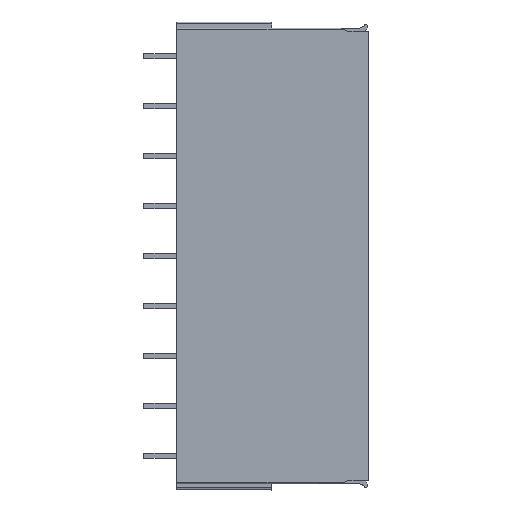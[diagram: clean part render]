
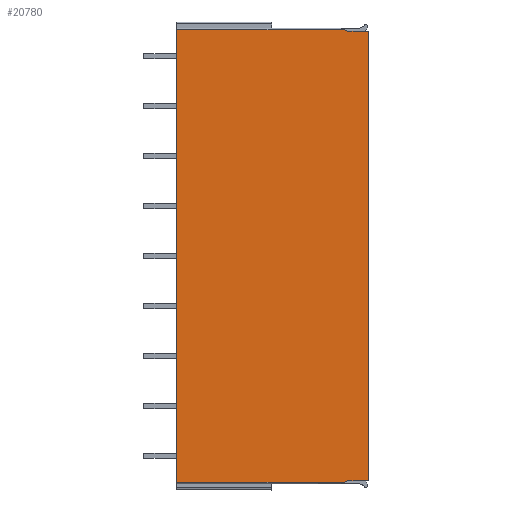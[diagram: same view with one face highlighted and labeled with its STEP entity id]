
A CAD part, top view. The second image highlights one B-rep face of the part: STEP entity #20780.
In plain terms, the highlighted planar face has unit normal (0, 0, 1).
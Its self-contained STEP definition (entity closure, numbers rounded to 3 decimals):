
#1727=DIRECTION('',(0.,1.,0.));
#1728=VECTOR('',#1727,68.58);
#1729=CARTESIAN_POINT('',(14.625,1.4,7.145));
#1730=LINE('',#1729,#1728);
#5932=CARTESIAN_POINT('',(-14.625,70.228,7.143));
#5940=CARTESIAN_POINT('',(-14.625,1.152,7.143));
#7102=DIRECTION('',(-0.907,0.421,-0.004));
#7103=VECTOR('',#7102,0.594);
#7104=CARTESIAN_POINT('',(11.525,69.98,7.145));
#7105=LINE('',#7104,#7103);
#7106=DIRECTION('',(-1.,0.,0.));
#7107=VECTOR('',#7106,3.1);
#7108=CARTESIAN_POINT('',(14.625,69.98,7.145));
#7109=LINE('',#7108,#7107);
#7110=DIRECTION('',(-1.,0.,0.));
#7111=VECTOR('',#7110,3.1);
#7112=CARTESIAN_POINT('',(14.625,1.4,7.145));
#7113=LINE('',#7112,#7111);
#7114=DIRECTION('',(-0.907,-0.421,-0.004));
#7115=VECTOR('',#7114,0.594);
#7116=CARTESIAN_POINT('',(11.525,1.4,7.145));
#7117=LINE('',#7116,#7115);
#7118=DIRECTION('',(1.,0.,0.));
#7119=VECTOR('',#7118,25.611);
#7120=CARTESIAN_POINT('',(-14.625,1.152,7.143));
#7121=LINE('',#7120,#7119);
#7122=DIRECTION('',(0.,1.,0.));
#7123=VECTOR('',#7122,69.076);
#7124=CARTESIAN_POINT('',(-14.625,1.152,7.143));
#7125=LINE('',#7124,#7123);
#7126=DIRECTION('',(-1.,0.,0.));
#7127=VECTOR('',#7126,25.611);
#7128=CARTESIAN_POINT('',(10.986,70.23,7.143));
#7129=LINE('',#7128,#7127);
#9261=CARTESIAN_POINT('',(14.625,1.4,7.145));
#9262=CARTESIAN_POINT('',(11.525,1.4,7.145));
#9263=VERTEX_POINT('',#9261);
#9264=VERTEX_POINT('',#9262);
#9299=VERTEX_POINT('',#5940);
#9308=CARTESIAN_POINT('',(10.986,1.15,7.143));
#9309=VERTEX_POINT('',#9308);
#9763=VERTEX_POINT('',#5932);
#9911=CARTESIAN_POINT('',(11.525,69.98,7.145));
#9913=VERTEX_POINT('',#9911);
#9973=CARTESIAN_POINT('',(10.986,70.23,7.143));
#9974=VERTEX_POINT('',#9973);
#9975=CARTESIAN_POINT('',(14.625,69.98,7.145));
#9976=VERTEX_POINT('',#9975);
#20762=CARTESIAN_POINT('',(-14.625,0.,7.145));
#20763=DIRECTION('',(0.,0.,1.));
#20764=DIRECTION('',(1.,0.,0.));
#20765=AXIS2_PLACEMENT_3D('',#20762,#20763,#20764);
#20766=PLANE('',#20765);
#20767=ORIENTED_EDGE('',*,*,#19696,.F.);
#20768=ORIENTED_EDGE('',*,*,#20757,.F.);
#20769=ORIENTED_EDGE('',*,*,#11946,.F.);
#20771=ORIENTED_EDGE('',*,*,#20770,.T.);
#20773=ORIENTED_EDGE('',*,*,#20772,.T.);
#20775=ORIENTED_EDGE('',*,*,#20774,.F.);
#20776=ORIENTED_EDGE('',*,*,#19375,.T.);
#20777=ORIENTED_EDGE('',*,*,#19679,.F.);
#20778=EDGE_LOOP('',(#20767,#20768,#20769,#20771,#20773,#20775,#20776,#20777));
#20779=FACE_OUTER_BOUND('',#20778,.F.);
#20780=ADVANCED_FACE('',(#20779),#20766,.T.);
#11946=EDGE_CURVE('',#9263,#9976,#1730,.T.);
#19375=EDGE_CURVE('',#9299,#9763,#7125,.T.);
#19679=EDGE_CURVE('',#9974,#9763,#7129,.T.);
#19696=EDGE_CURVE('',#9913,#9974,#7105,.T.);
#20757=EDGE_CURVE('',#9976,#9913,#7109,.T.);
#20770=EDGE_CURVE('',#9263,#9264,#7113,.T.);
#20772=EDGE_CURVE('',#9264,#9309,#7117,.T.);
#20774=EDGE_CURVE('',#9299,#9309,#7121,.T.);
